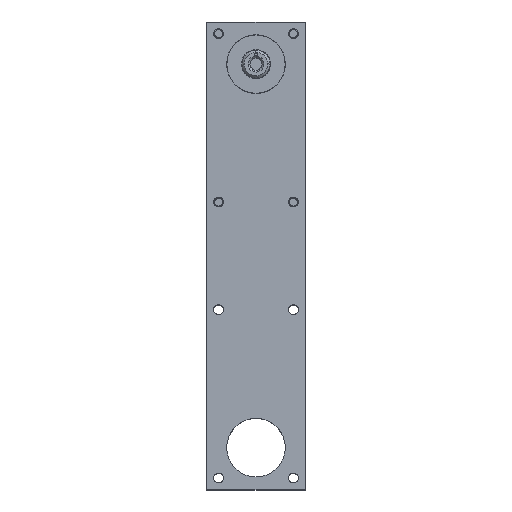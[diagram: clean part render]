
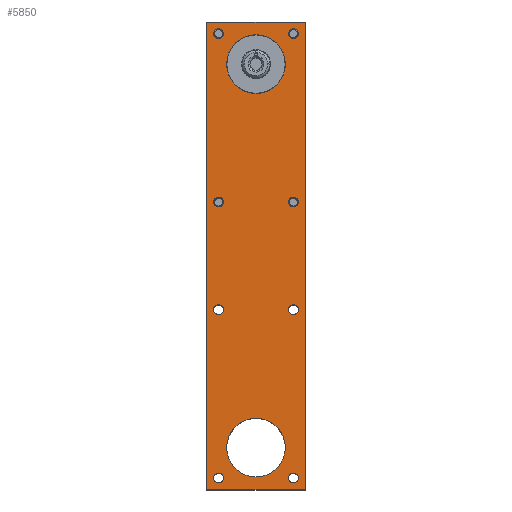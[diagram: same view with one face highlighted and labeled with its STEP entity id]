
A CAD part, top view. The second image highlights one B-rep face of the part: STEP entity #5850.
In plain terms, the highlighted planar face has unit normal (0, 0, 1).
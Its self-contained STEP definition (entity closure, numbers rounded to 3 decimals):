
#580=LINE('',#10717,#1073);
#583=LINE('',#10723,#1076);
#586=LINE('',#10729,#1079);
#589=LINE('',#10733,#1082);
#1073=VECTOR('',#8067,10.);
#1076=VECTOR('',#8072,10.);
#1079=VECTOR('',#8077,10.);
#1082=VECTOR('',#8082,10.);
#1281=FACE_BOUND('',#2021,.T.);
#1282=FACE_BOUND('',#2022,.T.);
#1283=FACE_BOUND('',#2023,.T.);
#1284=FACE_BOUND('',#2024,.T.);
#1285=FACE_BOUND('',#2025,.T.);
#1286=FACE_BOUND('',#2026,.T.);
#1287=FACE_BOUND('',#2027,.T.);
#1288=FACE_BOUND('',#2028,.T.);
#1289=FACE_BOUND('',#2029,.T.);
#1290=FACE_BOUND('',#2030,.T.);
#1634=FACE_OUTER_BOUND('',#2020,.T.);
#2020=EDGE_LOOP('',(#5140,#5141,#5142,#5143));
#2021=EDGE_LOOP('',(#5144));
#2022=EDGE_LOOP('',(#5145));
#2023=EDGE_LOOP('',(#5146));
#2024=EDGE_LOOP('',(#5147));
#2025=EDGE_LOOP('',(#5148));
#2026=EDGE_LOOP('',(#5149));
#2027=EDGE_LOOP('',(#5150));
#2028=EDGE_LOOP('',(#5151));
#2029=EDGE_LOOP('',(#5152));
#2030=EDGE_LOOP('',(#5153));
#2328=CIRCLE('',#6451,1.05);
#2330=CIRCLE('',#6454,1.05);
#2332=CIRCLE('',#6457,1.05);
#2334=CIRCLE('',#6460,6.275);
#2336=CIRCLE('',#6463,1.05);
#2338=CIRCLE('',#6466,6.275);
#2340=CIRCLE('',#6469,1.05);
#2342=CIRCLE('',#6472,1.05);
#2344=CIRCLE('',#6475,1.05);
#2346=CIRCLE('',#6478,1.05);
#2813=VERTEX_POINT('',#10651);
#2815=VERTEX_POINT('',#10657);
#2817=VERTEX_POINT('',#10663);
#2819=VERTEX_POINT('',#10669);
#2821=VERTEX_POINT('',#10675);
#2823=VERTEX_POINT('',#10681);
#2825=VERTEX_POINT('',#10687);
#2827=VERTEX_POINT('',#10693);
#2829=VERTEX_POINT('',#10699);
#2831=VERTEX_POINT('',#10705);
#2835=VERTEX_POINT('',#10714);
#2836=VERTEX_POINT('',#10716);
#2838=VERTEX_POINT('',#10722);
#2840=VERTEX_POINT('',#10728);
#3585=EDGE_CURVE('',#2813,#2813,#2328,.T.);
#3588=EDGE_CURVE('',#2815,#2815,#2330,.T.);
#3591=EDGE_CURVE('',#2817,#2817,#2332,.T.);
#3594=EDGE_CURVE('',#2819,#2819,#2334,.T.);
#3597=EDGE_CURVE('',#2821,#2821,#2336,.T.);
#3600=EDGE_CURVE('',#2823,#2823,#2338,.T.);
#3603=EDGE_CURVE('',#2825,#2825,#2340,.T.);
#3606=EDGE_CURVE('',#2827,#2827,#2342,.T.);
#3609=EDGE_CURVE('',#2829,#2829,#2344,.T.);
#3612=EDGE_CURVE('',#2831,#2831,#2346,.T.);
#3617=EDGE_CURVE('',#2836,#2835,#580,.T.);
#3620=EDGE_CURVE('',#2838,#2836,#583,.T.);
#3623=EDGE_CURVE('',#2840,#2838,#586,.T.);
#3626=EDGE_CURVE('',#2835,#2840,#589,.T.);
#5140=ORIENTED_EDGE('',*,*,#3626,.T.);
#5141=ORIENTED_EDGE('',*,*,#3623,.T.);
#5142=ORIENTED_EDGE('',*,*,#3620,.T.);
#5143=ORIENTED_EDGE('',*,*,#3617,.T.);
#5144=ORIENTED_EDGE('',*,*,#3612,.T.);
#5145=ORIENTED_EDGE('',*,*,#3609,.T.);
#5146=ORIENTED_EDGE('',*,*,#3606,.T.);
#5147=ORIENTED_EDGE('',*,*,#3603,.T.);
#5148=ORIENTED_EDGE('',*,*,#3600,.T.);
#5149=ORIENTED_EDGE('',*,*,#3597,.T.);
#5150=ORIENTED_EDGE('',*,*,#3594,.T.);
#5151=ORIENTED_EDGE('',*,*,#3591,.T.);
#5152=ORIENTED_EDGE('',*,*,#3588,.T.);
#5153=ORIENTED_EDGE('',*,*,#3585,.T.);
#5523=PLANE('',#6484);
#5850=ADVANCED_FACE('',(#1634,#1281,#1282,#1283,#1284,#1285,#1286,#1287,
#1288,#1289,#1290),#5523,.T.);
#6451=AXIS2_PLACEMENT_3D('',#10652,#7995,#7996);
#6454=AXIS2_PLACEMENT_3D('',#10658,#8002,#8003);
#6457=AXIS2_PLACEMENT_3D('',#10664,#8009,#8010);
#6460=AXIS2_PLACEMENT_3D('',#10670,#8016,#8017);
#6463=AXIS2_PLACEMENT_3D('',#10676,#8023,#8024);
#6466=AXIS2_PLACEMENT_3D('',#10682,#8030,#8031);
#6469=AXIS2_PLACEMENT_3D('',#10688,#8037,#8038);
#6472=AXIS2_PLACEMENT_3D('',#10694,#8044,#8045);
#6475=AXIS2_PLACEMENT_3D('',#10700,#8051,#8052);
#6478=AXIS2_PLACEMENT_3D('',#10706,#8058,#8059);
#6484=AXIS2_PLACEMENT_3D('',#10734,#8083,#8084);
#7995=DIRECTION('center_axis',(0.,0.,-1.));
#7996=DIRECTION('ref_axis',(-1.,0.,0.));
#8002=DIRECTION('center_axis',(0.,0.,-1.));
#8003=DIRECTION('ref_axis',(-1.,0.,0.));
#8009=DIRECTION('center_axis',(0.,0.,-1.));
#8010=DIRECTION('ref_axis',(-1.,0.,0.));
#8016=DIRECTION('center_axis',(0.,0.,-1.));
#8017=DIRECTION('ref_axis',(-1.,0.,0.));
#8023=DIRECTION('center_axis',(0.,0.,-1.));
#8024=DIRECTION('ref_axis',(-1.,0.,0.));
#8030=DIRECTION('center_axis',(0.,0.,-1.));
#8031=DIRECTION('ref_axis',(-1.,0.,0.));
#8037=DIRECTION('center_axis',(0.,0.,-1.));
#8038=DIRECTION('ref_axis',(-1.,0.,0.));
#8044=DIRECTION('center_axis',(0.,0.,-1.));
#8045=DIRECTION('ref_axis',(-1.,0.,0.));
#8051=DIRECTION('center_axis',(0.,0.,-1.));
#8052=DIRECTION('ref_axis',(-1.,0.,0.));
#8058=DIRECTION('center_axis',(0.,0.,-1.));
#8059=DIRECTION('ref_axis',(-1.,0.,0.));
#8067=DIRECTION('',(-1.,0.,0.));
#8072=DIRECTION('',(0.,1.,0.));
#8077=DIRECTION('',(1.,0.,0.));
#8082=DIRECTION('',(0.,-1.,0.));
#8083=DIRECTION('center_axis',(0.,0.,1.));
#8084=DIRECTION('ref_axis',(-1.,0.,0.));
#10651=CARTESIAN_POINT('',(9.05,-52.5,17.5));
#10652=CARTESIAN_POINT('Origin',(8.,-52.5,17.5));
#10657=CARTESIAN_POINT('',(-6.95,-52.5,17.5));
#10658=CARTESIAN_POINT('Origin',(-8.,-52.5,17.5));
#10663=CARTESIAN_POINT('',(9.05,-88.5,17.5));
#10664=CARTESIAN_POINT('Origin',(8.,-88.5,17.5));
#10669=CARTESIAN_POINT('',(6.275,0.,17.5));
#10670=CARTESIAN_POINT('Origin',(0.,0.,17.5));
#10675=CARTESIAN_POINT('',(9.05,6.5,17.5));
#10676=CARTESIAN_POINT('Origin',(8.,6.5,17.5));
#10681=CARTESIAN_POINT('',(6.275,-82.,17.5));
#10682=CARTESIAN_POINT('Origin',(0.,-82.,17.5));
#10687=CARTESIAN_POINT('',(9.05,-29.5,17.5));
#10688=CARTESIAN_POINT('Origin',(8.,-29.5,17.5));
#10693=CARTESIAN_POINT('',(-6.95,-29.5,17.5));
#10694=CARTESIAN_POINT('Origin',(-8.,-29.5,17.5));
#10699=CARTESIAN_POINT('',(-6.95,-88.5,17.5));
#10700=CARTESIAN_POINT('Origin',(-8.,-88.5,17.5));
#10705=CARTESIAN_POINT('',(-6.95,6.5,17.5));
#10706=CARTESIAN_POINT('Origin',(-8.,6.5,17.5));
#10714=CARTESIAN_POINT('',(-10.5,9.,17.5));
#10716=CARTESIAN_POINT('',(10.5,9.,17.5));
#10717=CARTESIAN_POINT('',(-10.5,9.,17.5));
#10722=CARTESIAN_POINT('',(10.5,-91.,17.5));
#10723=CARTESIAN_POINT('',(10.5,9.,17.5));
#10728=CARTESIAN_POINT('',(-10.5,-91.,17.5));
#10729=CARTESIAN_POINT('',(-10.5,-91.,17.5));
#10733=CARTESIAN_POINT('',(-10.5,-91.,17.5));
#10734=CARTESIAN_POINT('Origin',(0.,-41.,17.5));
